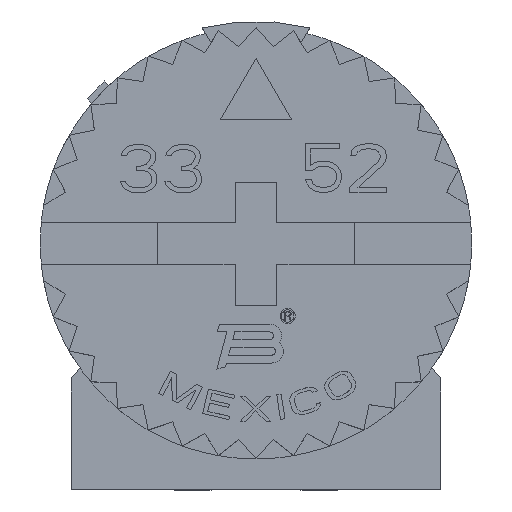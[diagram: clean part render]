
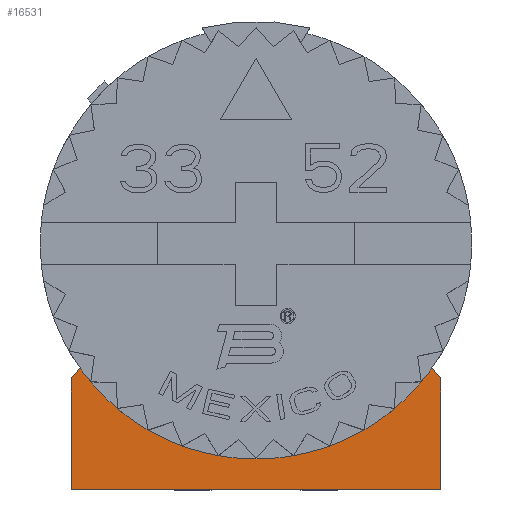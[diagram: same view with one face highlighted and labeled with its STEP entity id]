
A CAD part, top view. The second image highlights one B-rep face of the part: STEP entity #16531.
In plain terms, the highlighted planar face has unit normal (0, 0, 1).
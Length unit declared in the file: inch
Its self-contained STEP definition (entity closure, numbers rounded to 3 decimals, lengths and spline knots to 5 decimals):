
#4722=DIRECTION('',(0.,1.,0.));
#4723=VECTOR('',#4722,0.00357);
#4724=CARTESIAN_POINT('',(0.04,0.141,0.11));
#4725=LINE('',#4724,#4723);
#4743=CARTESIAN_POINT('',(0.,0.,0.11));
#4744=DIRECTION('',(0.,0.,1.));
#4745=DIRECTION('',(0.857,-0.515,0.));
#4746=AXIS2_PLACEMENT_3D('',#4743,#4744,#4745);
#4751=DIRECTION('',(-0.643,0.766,0.));
#4752=VECTOR('',#4751,0.03227);
#4753=CARTESIAN_POINT('',(0.15,-0.11,0.11));
#4754=LINE('',#4753,#4752);
#4758=DIRECTION('',(0.,1.,0.));
#4759=VECTOR('',#4758,0.09);
#4760=CARTESIAN_POINT('',(0.15,-0.2,0.11));
#4761=LINE('',#4760,#4759);
#4765=DIRECTION('',(1.,0.,0.));
#4766=VECTOR('',#4765,0.3);
#4767=CARTESIAN_POINT('',(-0.15,-0.2,0.11));
#4768=LINE('',#4767,#4766);
#4772=DIRECTION('',(0.,-1.,0.));
#4773=VECTOR('',#4772,0.09);
#4774=CARTESIAN_POINT('',(-0.15,-0.11,0.11));
#4775=LINE('',#4774,#4773);
#4779=DIRECTION('',(-0.643,-0.766,0.));
#4780=VECTOR('',#4779,0.03227);
#4781=CARTESIAN_POINT('',(-0.12926,-0.08528,0.11));
#4782=LINE('',#4781,#4780);
#4786=CARTESIAN_POINT('',(0.,0.,0.11));
#4787=DIRECTION('',(0.,0.,1.));
#4788=DIRECTION('',(-0.267,0.964,0.));
#4789=AXIS2_PLACEMENT_3D('',#4786,#4787,#4788);
#4794=CARTESIAN_POINT('',(0.1,-0.113,0.11));
#4795=DIRECTION('',(0.,0.,1.));
#4796=DIRECTION('',(0.,-1.,0.));
#4797=AXIS2_PLACEMENT_3D('',#4794,#4795,#4796);
#4802=CARTESIAN_POINT('',(0.1,-0.113,0.11));
#4803=DIRECTION('',(0.,0.,1.));
#4804=DIRECTION('',(0.,1.,0.));
#4805=AXIS2_PLACEMENT_3D('',#4802,#4803,#4804);
#4810=CARTESIAN_POINT('',(0.,-0.113,0.11));
#4811=DIRECTION('',(0.,0.,1.));
#4812=DIRECTION('',(0.,-1.,0.));
#4813=AXIS2_PLACEMENT_3D('',#4810,#4811,#4812);
#4818=CARTESIAN_POINT('',(0.,-0.113,0.11));
#4819=DIRECTION('',(0.,0.,1.));
#4820=DIRECTION('',(0.,1.,0.));
#4821=AXIS2_PLACEMENT_3D('',#4818,#4819,#4820);
#4826=CARTESIAN_POINT('',(-0.1,-0.113,0.11));
#4827=DIRECTION('',(0.,0.,1.));
#4828=DIRECTION('',(0.,-1.,0.));
#4829=AXIS2_PLACEMENT_3D('',#4826,#4827,#4828);
#4834=CARTESIAN_POINT('',(-0.1,-0.113,0.11));
#4835=DIRECTION('',(0.,0.,1.));
#4836=DIRECTION('',(0.,1.,0.));
#4837=AXIS2_PLACEMENT_3D('',#4834,#4835,#4836);
#4842=CARTESIAN_POINT('',(0.,0.,0.11));
#4843=DIRECTION('',(0.,0.,-1.));
#4844=DIRECTION('',(0.556,0.831,0.));
#4845=AXIS2_PLACEMENT_3D('',#4842,#4843,#4844);
#4858=DIRECTION('',(0.,1.,0.));
#4859=VECTOR('',#4858,0.01893);
#4860=CARTESIAN_POINT('',(-0.05,0.0559,0.11));
#4861=LINE('',#4860,#4859);
#4895=CARTESIAN_POINT('',(0.,0.,0.11));
#4896=DIRECTION('',(0.,0.,-1.));
#4897=DIRECTION('',(0.667,0.745,0.));
#4898=AXIS2_PLACEMENT_3D('',#4895,#4896,#4897);
#4911=DIRECTION('',(0.,-1.,0.));
#4912=VECTOR('',#4911,0.01893);
#4913=CARTESIAN_POINT('',(0.05,0.07483,0.11));
#4914=LINE('',#4913,#4912);
#4983=DIRECTION('',(-1.,0.,0.));
#4984=VECTOR('',#4983,0.08);
#4985=CARTESIAN_POINT('',(0.04,0.141,0.11));
#4986=LINE('',#4985,#4984);
#4990=DIRECTION('',(0.,1.,0.));
#4991=VECTOR('',#4990,0.00357);
#4992=CARTESIAN_POINT('',(-0.04,0.141,0.11));
#4993=LINE('',#4992,#4991);
#5087=CARTESIAN_POINT('',(-0.13462,-0.08078,0.11));
#5088=DIRECTION('',(0.,0.,-1.));
#5089=DIRECTION('',(0.857,0.515,0.));
#5090=AXIS2_PLACEMENT_3D('',#5087,#5088,#5089);
#5340=CARTESIAN_POINT('',(0.13462,-0.08078,0.11));
#5341=DIRECTION('',(0.,0.,-1.));
#5342=DIRECTION('',(-0.766,-0.643,0.));
#5343=AXIS2_PLACEMENT_3D('',#5340,#5341,#5342);
#6296=CARTESIAN_POINT('',(0.,0.,0.11));
#6297=DIRECTION('',(0.,0.,1.));
#6298=DIRECTION('',(0.,1.,0.));
#6299=AXIS2_PLACEMENT_3D('',#6296,#6297,#6298);
#6304=CARTESIAN_POINT('',(0.,0.,0.11));
#6305=DIRECTION('',(0.,0.,1.));
#6306=DIRECTION('',(0.,-1.,0.));
#6307=AXIS2_PLACEMENT_3D('',#6304,#6305,#6306);
#13545=CARTESIAN_POINT('',(-0.15,-0.11,0.11));
#13546=CARTESIAN_POINT('',(-0.15,-0.2,0.11));
#13547=VERTEX_POINT('',#13545);
#13548=VERTEX_POINT('',#13546);
#13549=CARTESIAN_POINT('',(0.15,-0.2,0.11));
#13550=VERTEX_POINT('',#13549);
#13551=CARTESIAN_POINT('',(0.15,-0.11,0.11));
#13552=VERTEX_POINT('',#13551);
#13620=CARTESIAN_POINT('',(-0.12926,-0.08528,0.11));
#13622=VERTEX_POINT('',#13620);
#13624=CARTESIAN_POINT('',(-0.12862,-0.07718,0.11));
#13626=VERTEX_POINT('',#13624);
#13628=CARTESIAN_POINT('',(0.12862,-0.07718,0.11));
#13630=VERTEX_POINT('',#13628);
#13632=CARTESIAN_POINT('',(0.12926,-0.08528,0.11));
#13634=VERTEX_POINT('',#13632);
#13635=CARTESIAN_POINT('',(0.05,0.07483,0.11));
#13636=CARTESIAN_POINT('',(-0.05,0.07483,0.11));
#13637=VERTEX_POINT('',#13635);
#13638=VERTEX_POINT('',#13636);
#13639=CARTESIAN_POINT('',(0.05,0.0559,0.11));
#13640=VERTEX_POINT('',#13639);
#13641=CARTESIAN_POINT('',(-0.05,0.0559,0.11));
#13642=VERTEX_POINT('',#13641);
#13643=CARTESIAN_POINT('',(0.,-0.04299,0.11));
#13644=CARTESIAN_POINT('',(0.,0.04299,0.11));
#13645=VERTEX_POINT('',#13643);
#13646=VERTEX_POINT('',#13644);
#13647=CARTESIAN_POINT('',(0.04,0.141,0.11));
#13648=CARTESIAN_POINT('',(0.04,0.14457,0.11));
#13649=VERTEX_POINT('',#13647);
#13650=VERTEX_POINT('',#13648);
#13651=CARTESIAN_POINT('',(-0.04,0.141,0.11));
#13652=CARTESIAN_POINT('',(-0.04,0.14457,0.11));
#13653=VERTEX_POINT('',#13651);
#13654=VERTEX_POINT('',#13652);
#13695=CARTESIAN_POINT('',(0.1,-0.1265,0.11));
#13696=CARTESIAN_POINT('',(0.1,-0.0995,0.11));
#13697=VERTEX_POINT('',#13695);
#13698=VERTEX_POINT('',#13696);
#13719=CARTESIAN_POINT('',(0.,-0.1265,0.11));
#13720=CARTESIAN_POINT('',(0.,-0.0995,0.11));
#13721=VERTEX_POINT('',#13719);
#13722=VERTEX_POINT('',#13720);
#13759=CARTESIAN_POINT('',(-0.1,-0.1265,0.11));
#13760=CARTESIAN_POINT('',(-0.1,-0.0995,0.11));
#13761=VERTEX_POINT('',#13759);
#13762=VERTEX_POINT('',#13760);
#16467=CARTESIAN_POINT('',(0.,0.,0.11));
#16468=DIRECTION('',(0.,0.,1.));
#16469=DIRECTION('',(1.,0.,0.));
#16470=AXIS2_PLACEMENT_3D('',#16467,#16468,#16469);
#16471=PLANE('',#16470);
#16472=ORIENTED_EDGE('',*,*,#16456,.T.);
#16474=ORIENTED_EDGE('',*,*,#16473,.F.);
#16476=ORIENTED_EDGE('',*,*,#16475,.F.);
#16478=ORIENTED_EDGE('',*,*,#16477,.F.);
#16480=ORIENTED_EDGE('',*,*,#16479,.F.);
#16482=ORIENTED_EDGE('',*,*,#16481,.F.);
#16484=ORIENTED_EDGE('',*,*,#16483,.F.);
#16486=ORIENTED_EDGE('',*,*,#16485,.F.);
#16488=ORIENTED_EDGE('',*,*,#16487,.F.);
#16490=ORIENTED_EDGE('',*,*,#16489,.F.);
#16492=ORIENTED_EDGE('',*,*,#16491,.F.);
#16494=ORIENTED_EDGE('',*,*,#16493,.F.);
#16495=EDGE_LOOP('',(#16472,#16474,#16476,#16478,#16480,#16482,#16484,#16486,
#16488,#16490,#16492,#16494));
#16496=FACE_OUTER_BOUND('',#16495,.F.);
#16498=ORIENTED_EDGE('',*,*,#16497,.T.);
#16500=ORIENTED_EDGE('',*,*,#16499,.T.);
#16501=EDGE_LOOP('',(#16498,#16500));
#16502=FACE_BOUND('',#16501,.F.);
#16504=ORIENTED_EDGE('',*,*,#16503,.F.);
#16506=ORIENTED_EDGE('',*,*,#16505,.T.);
#16508=ORIENTED_EDGE('',*,*,#16507,.T.);
#16510=ORIENTED_EDGE('',*,*,#16509,.T.);
#16511=EDGE_LOOP('',(#16504,#16506,#16508,#16510));
#16512=FACE_BOUND('',#16511,.F.);
#16514=ORIENTED_EDGE('',*,*,#16513,.T.);
#16516=ORIENTED_EDGE('',*,*,#16515,.T.);
#16517=EDGE_LOOP('',(#16514,#16516));
#16518=FACE_BOUND('',#16517,.F.);
#16520=ORIENTED_EDGE('',*,*,#16519,.T.);
#16522=ORIENTED_EDGE('',*,*,#16521,.T.);
#16523=EDGE_LOOP('',(#16520,#16522));
#16524=FACE_BOUND('',#16523,.F.);
#16526=ORIENTED_EDGE('',*,*,#16525,.T.);
#16528=ORIENTED_EDGE('',*,*,#16527,.T.);
#16529=EDGE_LOOP('',(#16526,#16528));
#16530=FACE_BOUND('',#16529,.F.);
#4747=CIRCLE('',#4746,0.15);
#4790=CIRCLE('',#4789,0.15);
#4798=CIRCLE('',#4797,0.0135);
#4806=CIRCLE('',#4805,0.0135);
#4814=CIRCLE('',#4813,0.0135);
#4822=CIRCLE('',#4821,0.0135);
#4830=CIRCLE('',#4829,0.0135);
#4838=CIRCLE('',#4837,0.0135);
#4846=CIRCLE('',#4845,0.09);
#4899=CIRCLE('',#4898,0.075);
#5091=CIRCLE('',#5090,0.007);
#5344=CIRCLE('',#5343,0.007);
#6300=CIRCLE('',#6299,0.04299);
#6308=CIRCLE('',#6307,0.04299);
#16456=EDGE_CURVE('',#13649,#13650,#4725,.T.);
#16473=EDGE_CURVE('',#13630,#13650,#4747,.T.);
#16475=EDGE_CURVE('',#13634,#13630,#5344,.T.);
#16477=EDGE_CURVE('',#13552,#13634,#4754,.T.);
#16479=EDGE_CURVE('',#13550,#13552,#4761,.T.);
#16481=EDGE_CURVE('',#13548,#13550,#4768,.T.);
#16483=EDGE_CURVE('',#13547,#13548,#4775,.T.);
#16485=EDGE_CURVE('',#13622,#13547,#4782,.T.);
#16487=EDGE_CURVE('',#13626,#13622,#5091,.T.);
#16489=EDGE_CURVE('',#13654,#13626,#4790,.T.);
#16491=EDGE_CURVE('',#13653,#13654,#4993,.T.);
#16493=EDGE_CURVE('',#13649,#13653,#4986,.T.);
#16497=EDGE_CURVE('',#13645,#13646,#6308,.T.);
#16499=EDGE_CURVE('',#13646,#13645,#6300,.T.);
#16503=EDGE_CURVE('',#13637,#13638,#4846,.T.);
#16505=EDGE_CURVE('',#13637,#13640,#4914,.T.);
#16507=EDGE_CURVE('',#13640,#13642,#4899,.T.);
#16509=EDGE_CURVE('',#13642,#13638,#4861,.T.);
#16513=EDGE_CURVE('',#13697,#13698,#4798,.T.);
#16515=EDGE_CURVE('',#13698,#13697,#4806,.T.);
#16519=EDGE_CURVE('',#13721,#13722,#4814,.T.);
#16521=EDGE_CURVE('',#13722,#13721,#4822,.T.);
#16525=EDGE_CURVE('',#13761,#13762,#4830,.T.);
#16527=EDGE_CURVE('',#13762,#13761,#4838,.T.);
#16531=ADVANCED_FACE('',(#16496,#16502,#16512,#16518,#16524,#16530),#16471,.T.);
